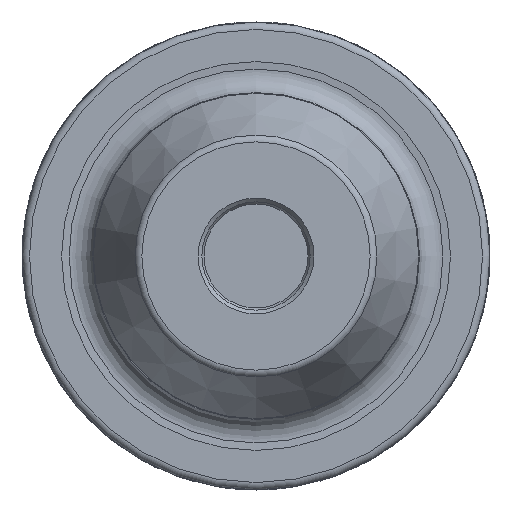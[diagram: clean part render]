
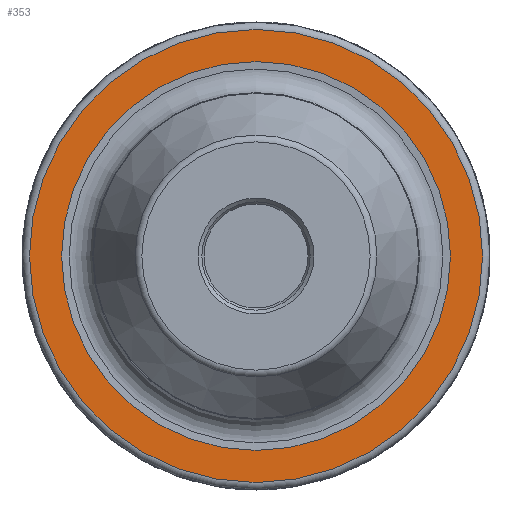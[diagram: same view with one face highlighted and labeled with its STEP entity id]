
A CAD part, left-side view. The second image highlights one B-rep face of the part: STEP entity #353.
In plain terms, the highlighted planar face has unit normal (-1, 0, 0).
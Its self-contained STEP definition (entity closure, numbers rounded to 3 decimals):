
#282=FACE_BOUND('',#522,.T.);
#283=FACE_BOUND('',#523,.T.);
#353=ADVANCED_FACE('',(#282,#283),#404,.F.);
#404=PLANE('',#1374);
#522=EDGE_LOOP('',(#732));
#523=EDGE_LOOP('',(#733));
#732=ORIENTED_EDGE('',*,*,#1171,.T.);
#733=ORIENTED_EDGE('',*,*,#1170,.F.);
#1020=VERTEX_POINT('',#2399);
#1021=VERTEX_POINT('',#2402);
#1170=EDGE_CURVE('',#1020,#1020,#1269,.T.);
#1171=EDGE_CURVE('',#1021,#1021,#1270,.T.);
#1269=CIRCLE('',#1371,30.495);
#1270=CIRCLE('',#1373,26.174);
#1371=AXIS2_PLACEMENT_3D('',#2398,#1621,#1622);
#1373=AXIS2_PLACEMENT_3D('',#2401,#1625,#1626);
#1374=AXIS2_PLACEMENT_3D('',#2403,#1627,#1628);
#1621=DIRECTION('',(1.,0.,0.));
#1622=DIRECTION('',(0.,0.,1.));
#1625=DIRECTION('',(1.,0.,0.));
#1626=DIRECTION('',(0.,0.,1.));
#1627=DIRECTION('',(1.,0.,0.));
#1628=DIRECTION('',(0.,0.,-1.));
#2398=CARTESIAN_POINT('',(73.,0.,0.));
#2399=CARTESIAN_POINT('',(73.,0.,30.495));
#2401=CARTESIAN_POINT('',(73.,0.,0.));
#2402=CARTESIAN_POINT('',(73.,0.,26.174));
#2403=CARTESIAN_POINT('',(73.,30.495,0.));
